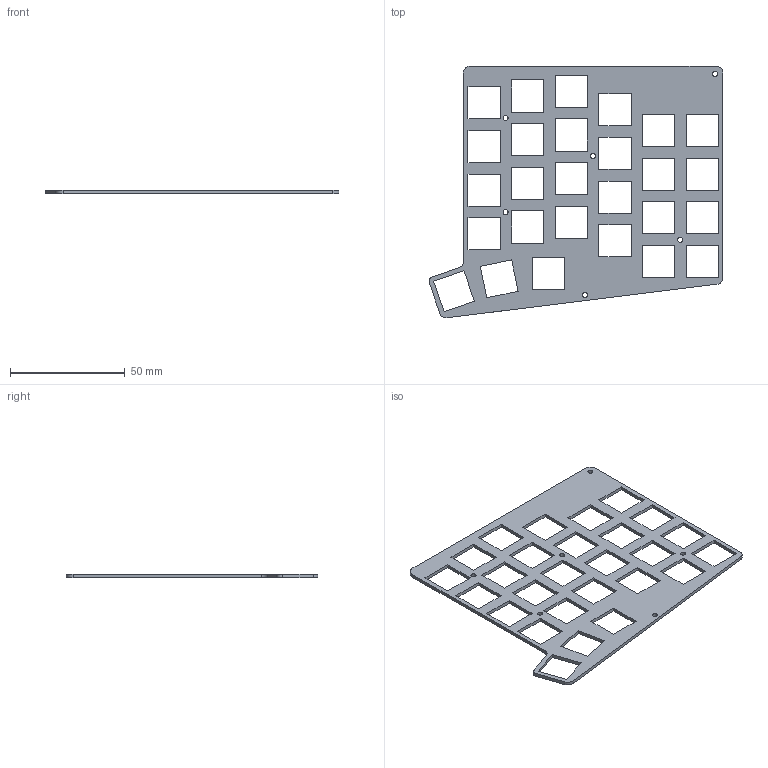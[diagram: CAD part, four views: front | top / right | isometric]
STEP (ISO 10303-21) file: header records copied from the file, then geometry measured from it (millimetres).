
FILE_DESCRIPTION(('FreeCAD Model'),'2;1');
FILE_NAME('Open CASCADE Shape Model','2025-03-20T21:47:16',(''),(''), 'Open CASCADE STEP processor 7.8','FreeCAD','Unknown');
FILE_SCHEMA(('AUTOMOTIVE_DESIGN { 1 0 10303 214 1 1 1 1 }'));
Length unit declared in the file: millimetre
Products named in the file (1): SwitchPlate
Bounding box: 128.25 x 109.75 x 1.5 mm (x, y, z)
Volume: 9697.4 mm3; surface area: 15932.4 mm2
Topology: 1 solids, 1 shells, 128 faces, 378 edges, 252 vertices
Faces by surface type: plane 116, cylinder 12
Full cylindrical faces by diameter (mm): 2.2 x6
Entity records: 4360 total; most frequent: CARTESIAN_POINT 759, ORIENTED_EDGE 756, DIRECTION 660, EDGE_CURVE 378, LINE 354, VECTOR 354, VERTEX_POINT 252, FACE_BOUND 194
